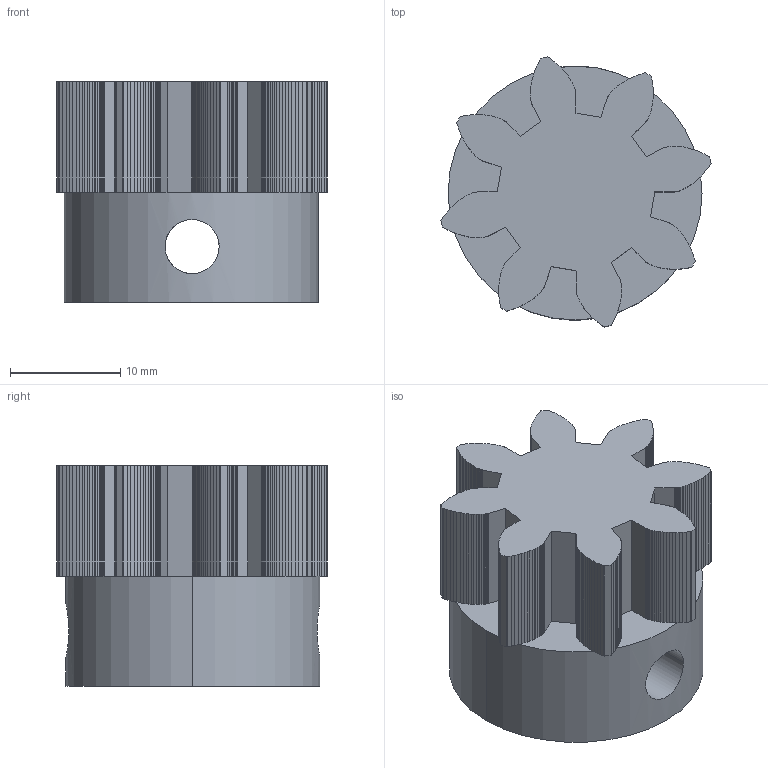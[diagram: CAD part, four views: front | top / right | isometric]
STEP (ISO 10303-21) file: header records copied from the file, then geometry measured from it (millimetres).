
FILE_DESCRIPTION(/* description */ (''),/* implementation_level */ '2;1');
FILE_NAME(/* name */ 'part3-small-cog',/* time_stamp */ '2024-11-03T15:45:42Z',/* author */ (''),/* organization */ (''),/* preprocessor_version */ 'ST-DEVELOPER v19.2',/* originating_system */ 'Rhino 8.12',/* authorisation */ '');
FILE_SCHEMA (('CONFIG_CONTROL_DESIGN'));
Length unit declared in the file: centimetre
Products named in the file (1): Document
Bounding box: 24.47 x 24.47 x 19.99 mm (x, y, z)
Volume: 6582.2 mm3; surface area: 3690.4 mm2
Topology: 2 solids, 2 shells, 413 faces, 1230 edges, 820 vertices
Faces by surface type: plane 406, cylinder 7
Entity records: 12323 total; most frequent: CARTESIAN_POINT 3979, ORIENTED_EDGE 2460, EDGE_CURVE 1230, B_SPLINE_CURVE_WITH_KNOTS 1222, VERTEX_POINT 820, DIRECTION 429, AXIS2_PLACEMENT_3D 421, EDGE_LOOP 418
